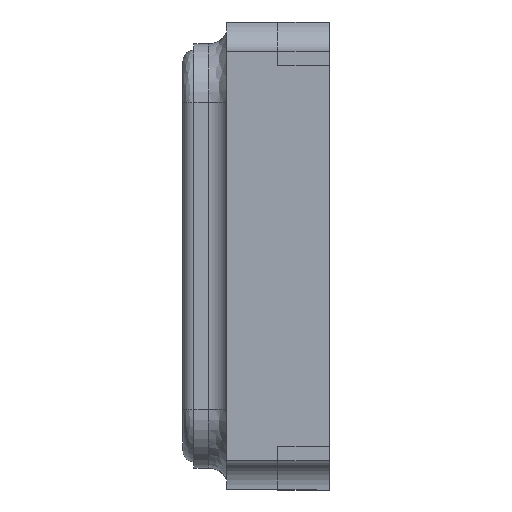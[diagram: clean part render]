
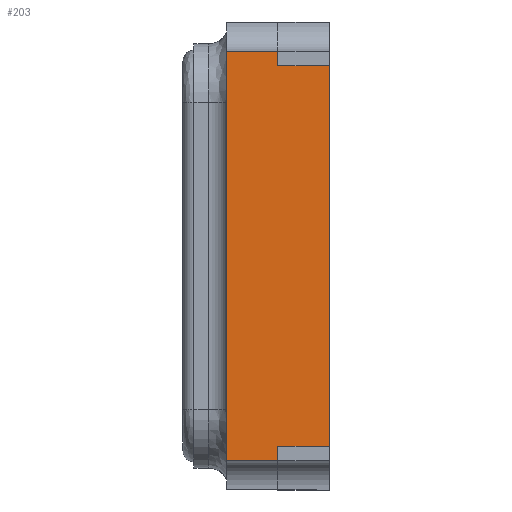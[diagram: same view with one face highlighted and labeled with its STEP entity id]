
A CAD part, left-side view. The second image highlights one B-rep face of the part: STEP entity #203.
In plain terms, the highlighted face is planar.
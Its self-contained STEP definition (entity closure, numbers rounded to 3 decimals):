
#34 = PLANE ( 'NONE',  #3279 ) ;
#142 = ORIENTED_EDGE ( 'NONE', *, *, #1120, .F. ) ;
#201 = EDGE_LOOP ( 'NONE', ( #2892, #2044, #142, #2666, #774, #1882, #359, #3163 ) ) ;
#203 = ADVANCED_FACE ( 'NONE', ( #948 ), #34, .F. ) ;
#296 = CARTESIAN_POINT ( 'NONE',  ( 0., 0.35, 2.5 ) ) ;
#307 = LINE ( 'NONE', #1473, #2815 ) ;
#359 = ORIENTED_EDGE ( 'NONE', *, *, #3482, .F. ) ;
#406 = VERTEX_POINT ( 'NONE', #988 ) ;
#450 = CARTESIAN_POINT ( 'NONE',  ( -1.4, 0.7, 2.5 ) ) ;
#579 = DIRECTION ( 'NONE',  ( 1., 0., 0. ) ) ;
#659 = VECTOR ( 'NONE', #1244, 1000. ) ;
#774 = ORIENTED_EDGE ( 'NONE', *, *, #3475, .T. ) ;
#868 = VECTOR ( 'NONE', #2694, 1000. ) ;
#883 = VERTEX_POINT ( 'NONE', #2003 ) ;
#948 = FACE_OUTER_BOUND ( 'NONE', #201, .T. ) ;
#967 = EDGE_CURVE ( 'NONE', #1708, #406, #307, .T. ) ;
#988 = CARTESIAN_POINT ( 'NONE',  ( -1.3, 0., 2.5 ) ) ;
#1084 = VERTEX_POINT ( 'NONE', #3025 ) ;
#1120 = EDGE_CURVE ( 'NONE', #1264, #1708, #3320, .T. ) ;
#1244 = DIRECTION ( 'NONE',  ( 0., 1., 0. ) ) ;
#1264 = VERTEX_POINT ( 'NONE', #2199 ) ;
#1445 = LINE ( 'NONE', #1501, #1893 ) ;
#1469 = CARTESIAN_POINT ( 'NONE',  ( -1.3, 0.35, 2.5 ) ) ;
#1473 = CARTESIAN_POINT ( 'NONE',  ( 0., 0., 2.5 ) ) ;
#1501 = CARTESIAN_POINT ( 'NONE',  ( 0., 0.35, 2.5 ) ) ;
#1564 = CARTESIAN_POINT ( 'NONE',  ( -1.3, 0.695, 2.5 ) ) ;
#1661 = CARTESIAN_POINT ( 'NONE',  ( -1.4, 0.35, 2.5 ) ) ;
#1707 = CARTESIAN_POINT ( 'NONE',  ( 1.3, 0., 2.5 ) ) ;
#1708 = VERTEX_POINT ( 'NONE', #1707 ) ;
#1749 = LINE ( 'NONE', #296, #2670 ) ;
#1777 = DIRECTION ( 'NONE',  ( -1., 0., 0. ) ) ;
#1821 = EDGE_CURVE ( 'NONE', #3445, #1084, #2660, .T. ) ;
#1882 = ORIENTED_EDGE ( 'NONE', *, *, #1821, .F. ) ;
#1893 = VECTOR ( 'NONE', #2667, 1000. ) ;
#1899 = DIRECTION ( 'NONE',  ( 0., 1., 0. ) ) ;
#1920 = CARTESIAN_POINT ( 'NONE',  ( 1.4, 0.695, 2.5 ) ) ;
#2003 = CARTESIAN_POINT ( 'NONE',  ( 1.4, 0.35, 2.5 ) ) ;
#2044 = ORIENTED_EDGE ( 'NONE', *, *, #967, .F. ) ;
#2054 = DIRECTION ( 'NONE',  ( -1., 0., 0. ) ) ;
#2113 = CARTESIAN_POINT ( 'NONE',  ( 0., 0.695, 2.5 ) ) ;
#2199 = CARTESIAN_POINT ( 'NONE',  ( 1.3, 0.35, 2.5 ) ) ;
#2208 = DIRECTION ( 'NONE',  ( 0., 1., 0. ) ) ;
#2351 = EDGE_CURVE ( 'NONE', #2873, #3447, #1445, .T. ) ;
#2461 = EDGE_CURVE ( 'NONE', #406, #2873, #3053, .T. ) ;
#2476 = LINE ( 'NONE', #1920, #2721 ) ;
#2565 = CARTESIAN_POINT ( 'NONE',  ( -1.4, 0.695, 2.5 ) ) ;
#2639 = DIRECTION ( 'NONE',  ( -1., 0., 0. ) ) ;
#2660 = LINE ( 'NONE', #3474, #3019 ) ;
#2666 = ORIENTED_EDGE ( 'NONE', *, *, #3301, .F. ) ;
#2667 = DIRECTION ( 'NONE',  ( -1., 0., 0. ) ) ;
#2670 = VECTOR ( 'NONE', #2054, 1000. ) ;
#2694 = DIRECTION ( 'NONE',  ( 0., -1., 0. ) ) ;
#2721 = VECTOR ( 'NONE', #2208, 1000. ) ;
#2815 = VECTOR ( 'NONE', #2639, 1000. ) ;
#2873 = VERTEX_POINT ( 'NONE', #1469 ) ;
#2892 = ORIENTED_EDGE ( 'NONE', *, *, #2461, .F. ) ;
#3019 = VECTOR ( 'NONE', #579, 1000. ) ;
#3025 = CARTESIAN_POINT ( 'NONE',  ( 1.4, 0.7, 2.5 ) ) ;
#3053 = LINE ( 'NONE', #1564, #659 ) ;
#3163 = ORIENTED_EDGE ( 'NONE', *, *, #2351, .F. ) ;
#3271 = DIRECTION ( 'NONE',  ( 0., 0., -1. ) ) ;
#3279 = AXIS2_PLACEMENT_3D ( 'NONE', #2113, #3271, #1777 ) ;
#3301 = EDGE_CURVE ( 'NONE', #883, #1264, #1749, .T. ) ;
#3320 = LINE ( 'NONE', #3337, #868 ) ;
#3333 = VECTOR ( 'NONE', #1899, 1000. ) ;
#3337 = CARTESIAN_POINT ( 'NONE',  ( 1.3, 0.695, 2.5 ) ) ;
#3365 = LINE ( 'NONE', #2565, #3333 ) ;
#3445 = VERTEX_POINT ( 'NONE', #450 ) ;
#3447 = VERTEX_POINT ( 'NONE', #1661 ) ;
#3474 = CARTESIAN_POINT ( 'NONE',  ( -1.6, 0.7, 2.5 ) ) ;
#3475 = EDGE_CURVE ( 'NONE', #883, #1084, #2476, .T. ) ;
#3482 = EDGE_CURVE ( 'NONE', #3447, #3445, #3365, .T. ) ;
